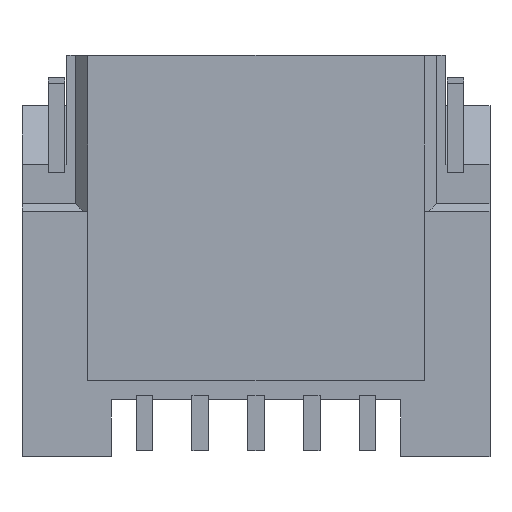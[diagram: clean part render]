
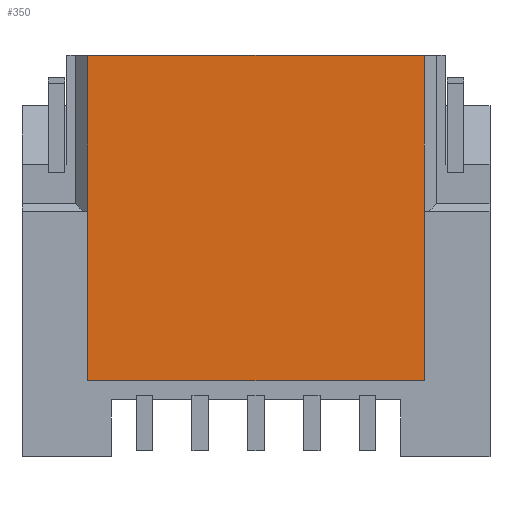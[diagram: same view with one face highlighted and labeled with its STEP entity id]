
A CAD part, front view. The second image highlights one B-rep face of the part: STEP entity #350.
In plain terms, the highlighted planar face has unit normal (0, -1, 0).
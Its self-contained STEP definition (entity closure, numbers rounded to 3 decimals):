
#350=ADVANCED_FACE('',(#985),#986,.T.);
#985=FACE_OUTER_BOUND('',#1659,.T.);
#986=PLANE('',#1660);
#1659=EDGE_LOOP('',(#4151,#4152,#4153,#4154,#4155,#4156));
#1660=AXIS2_PLACEMENT_3D('',#4157,#4158,#4159);
#4151=ORIENTED_EDGE('',*,*,#5327,.F.);
#4152=ORIENTED_EDGE('',*,*,#5090,.F.);
#4153=ORIENTED_EDGE('',*,*,#5326,.T.);
#4154=ORIENTED_EDGE('',*,*,#5328,.F.);
#4155=ORIENTED_EDGE('',*,*,#5329,.F.);
#4156=ORIENTED_EDGE('',*,*,#5330,.T.);
#4157=CARTESIAN_POINT('',(-2.1,0.0,0.0));
#4158=DIRECTION('',(0.0,-1.0,0.0));
#4159=DIRECTION('',(0.0,0.0,-1.0));
#5090=EDGE_CURVE('',#6436,#6438,#6439,.T.);
#5326=EDGE_CURVE('',#6436,#6796,#6798,.T.);
#5327=EDGE_CURVE('',#6438,#6799,#6800,.T.);
#5328=EDGE_CURVE('',#6801,#6796,#6802,.T.);
#5329=EDGE_CURVE('',#6803,#6801,#6804,.T.);
#5330=EDGE_CURVE('',#6803,#6799,#6805,.T.);
#6436=VERTEX_POINT('',#8442);
#6438=VERTEX_POINT('',#8445);
#6439=LINE('',#8446,#8447);
#6796=VERTEX_POINT('',#9020);
#6798=LINE('',#9023,#9024);
#6799=VERTEX_POINT('',#9025);
#6800=LINE('',#9026,#9027);
#6801=VERTEX_POINT('',#9028);
#6802=LINE('',#9029,#9030);
#6803=VERTEX_POINT('',#9031);
#6804=LINE('',#9032,#9033);
#6805=LINE('',#9034,#9035);
#8442=CARTESIAN_POINT('',(-1.51,0.0,0.0));
#8445=CARTESIAN_POINT('',(1.51,0.0,0.0));
#8446=CARTESIAN_POINT('',(-1.51,0.0,0.0));
#8447=VECTOR('',#9774,3.02);
#9020=CARTESIAN_POINT('',(-1.51,0.0,-1.4));
#9023=CARTESIAN_POINT('',(-1.51,0.0,0.0));
#9024=VECTOR('',#10046,1.4);
#9025=CARTESIAN_POINT('',(1.51,0.0,-1.4));
#9026=CARTESIAN_POINT('',(1.51,0.0,0.0));
#9027=VECTOR('',#10047,1.4);
#9028=CARTESIAN_POINT('',(-1.51,0.0,-2.92));
#9029=CARTESIAN_POINT('',(-1.51,0.0,-2.92));
#9030=VECTOR('',#10048,1.52);
#9031=CARTESIAN_POINT('',(1.51,0.0,-2.92));
#9032=CARTESIAN_POINT('',(1.51,0.0,-2.92));
#9033=VECTOR('',#10049,3.02);
#9034=CARTESIAN_POINT('',(1.51,0.0,-2.92));
#9035=VECTOR('',#10050,1.52);
#9774=DIRECTION('',(1.0,0.0,0.0));
#10046=DIRECTION('',(0.0,0.0,-1.0));
#10047=DIRECTION('',(0.0,0.0,-1.0));
#10048=DIRECTION('',(0.0,0.0,1.0));
#10049=DIRECTION('',(-1.0,0.0,0.0));
#10050=DIRECTION('',(0.0,0.0,1.0));
